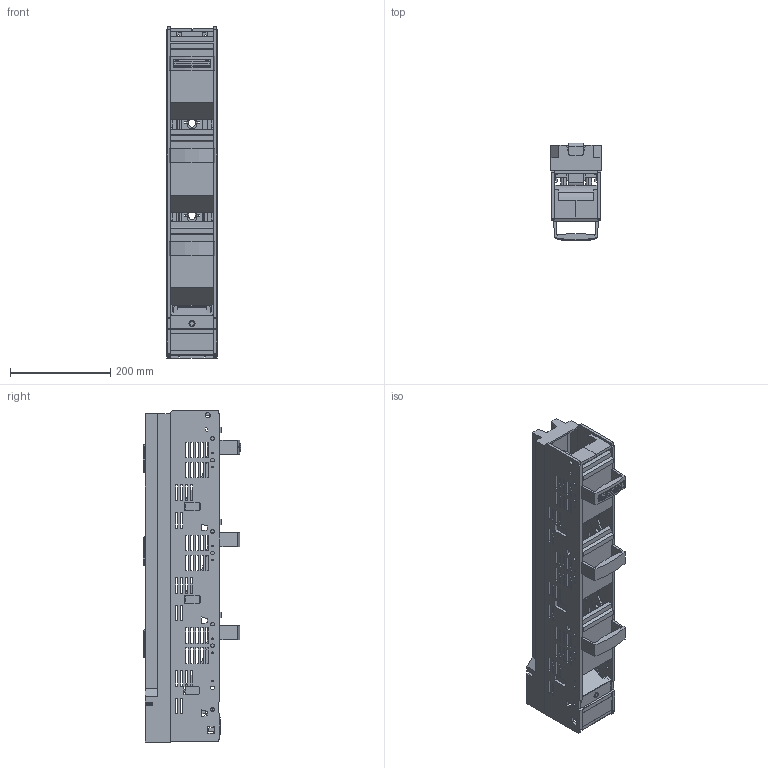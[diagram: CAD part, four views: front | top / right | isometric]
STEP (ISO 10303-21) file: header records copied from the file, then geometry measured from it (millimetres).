
FILE_DESCRIPTION(('CATIA V5 STEP'),'2;1');
FILE_NAME('L0537_NH_Sicherungslastschaltleiste_SL12_3x_9_KM2G-F.stp','2018-08-15T14:15:00+00:00',('none'),('Jean Müller GmbH'),'CATIA Version 5 Release 19 SP 9 (IN-10)','CATIA V5 STEP AP214','none');
FILE_SCHEMA(('AUTOMOTIVE_DESIGN { 1 0 10303 214 1 1 1 1 }'));
Products named in the file (1): L0537_SL12-3x/9/KM2G-F
Bounding box: 100 x 194.85 x 662 mm (x, y, z)
Volume: 2959339.7 mm3; surface area: 1014081.3 mm2
Topology: 14 solids, 18 shells, 2930 faces, 7895 edges, 4974 vertices
Faces by surface type: plane 2434, cylinder 339, bspline 95, cone 54, torus 4, revolution 4
Entity records: 96764 total; most frequent: CARTESIAN_POINT 27877, ORIENTED_EDGE 15778, DIRECTION 11295, EDGE_CURVE 7889, VECTOR 6293, LINE 6293, VERTEX_POINT 4974, EDGE_LOOP 3291
